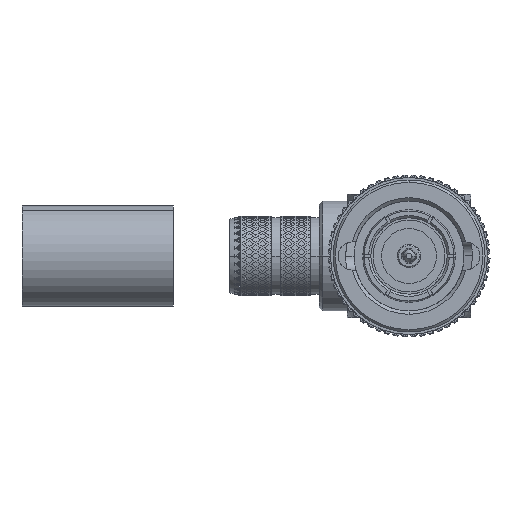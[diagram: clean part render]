
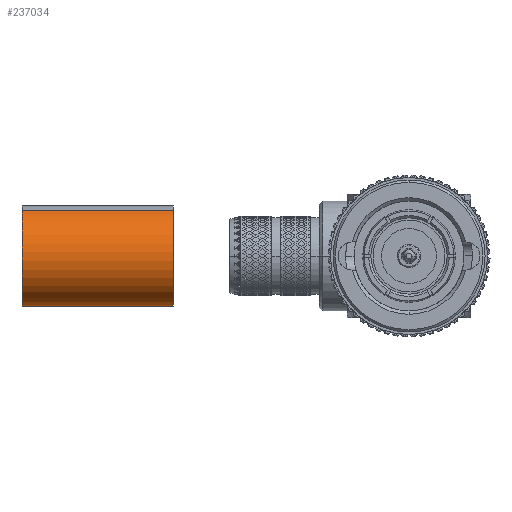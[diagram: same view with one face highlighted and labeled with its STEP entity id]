
A CAD part, front view. The second image highlights one B-rep face of the part: STEP entity #237034.
In plain terms, the highlighted cylindrical face has radius 4.5 mm (diameter 9 mm), a partial arc.
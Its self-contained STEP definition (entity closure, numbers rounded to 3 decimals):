
#1089 = EDGE_CURVE ( 'NONE', #9521, #25040, #62609, .T. ) ;
#4889 = LINE ( 'NONE', #155227, #200950 ) ;
#9521 = VERTEX_POINT ( 'NONE', #225062 ) ;
#13071 = DIRECTION ( 'NONE',  ( 0., -0.437, 0.899 ) ) ;
#14404 = ORIENTED_EDGE ( 'NONE', *, *, #64864, .F. ) ;
#15810 = DIRECTION ( 'NONE',  ( 0., 0.437, -0.899 ) ) ;
#25040 = VERTEX_POINT ( 'NONE', #77713 ) ;
#31563 = CARTESIAN_POINT ( 'NONE',  ( -21.007, 0., 0. ) ) ;
#48117 = AXIS2_PLACEMENT_3D ( 'NONE', #69218, #54400, #109830 ) ;
#49370 = ORIENTED_EDGE ( 'NONE', *, *, #159983, .T. ) ;
#50093 = FACE_OUTER_BOUND ( 'NONE', #109251, .T. ) ;
#50406 = CARTESIAN_POINT ( 'NONE',  ( -34.507, 0., 0. ) ) ;
#54400 = DIRECTION ( 'NONE',  ( 1., 0., 0. ) ) ;
#62609 = CIRCLE ( 'NONE', #94162, 4.5 ) ;
#64864 = EDGE_CURVE ( 'NONE', #65406, #25040, #4889, .T. ) ;
#65406 = VERTEX_POINT ( 'NONE', #136807 ) ;
#69218 = CARTESIAN_POINT ( 'NONE',  ( -21.007, 0., 0. ) ) ;
#77713 = CARTESIAN_POINT ( 'NONE',  ( -34.507, 1.968, -4.047 ) ) ;
#79051 = CARTESIAN_POINT ( 'NONE',  ( -21.007, -1.968, 4.047 ) ) ;
#79977 = ORIENTED_EDGE ( 'NONE', *, *, #1089, .T. ) ;
#80268 = LINE ( 'NONE', #79051, #208783 ) ;
#94162 = AXIS2_PLACEMENT_3D ( 'NONE', #50406, #219173, #15810 ) ;
#95385 = VERTEX_POINT ( 'NONE', #243707 ) ;
#106741 = DIRECTION ( 'NONE',  ( -1., 0., 0. ) ) ;
#109251 = EDGE_LOOP ( 'NONE', ( #14404, #172116, #49370, #79977 ) ) ;
#109830 = DIRECTION ( 'NONE',  ( 0., 0.437, -0.899 ) ) ;
#136807 = CARTESIAN_POINT ( 'NONE',  ( -21.007, 1.968, -4.047 ) ) ;
#155227 = CARTESIAN_POINT ( 'NONE',  ( -21.007, 1.968, -4.047 ) ) ;
#159983 = EDGE_CURVE ( 'NONE', #95385, #9521, #80268, .T. ) ;
#172116 = ORIENTED_EDGE ( 'NONE', *, *, #223409, .F. ) ;
#174913 = DIRECTION ( 'NONE',  ( -1., 0., 0. ) ) ;
#182630 = AXIS2_PLACEMENT_3D ( 'NONE', #31563, #106741, #13071 ) ;
#194789 = DIRECTION ( 'NONE',  ( -1., 0., 0. ) ) ;
#200950 = VECTOR ( 'NONE', #174913, 1000. ) ;
#201564 = CYLINDRICAL_SURFACE ( 'NONE', #182630, 4.5 ) ;
#208783 = VECTOR ( 'NONE', #194789, 1000. ) ;
#213395 = CIRCLE ( 'NONE', #48117, 4.5 ) ;
#219173 = DIRECTION ( 'NONE',  ( 1., 0., 0. ) ) ;
#223409 = EDGE_CURVE ( 'NONE', #95385, #65406, #213395, .T. ) ;
#225062 = CARTESIAN_POINT ( 'NONE',  ( -34.507, -1.968, 4.047 ) ) ;
#237034 = ADVANCED_FACE ( 'NONE', ( #50093 ), #201564, .T. ) ;
#243707 = CARTESIAN_POINT ( 'NONE',  ( -21.007, -1.968, 4.047 ) ) ;
